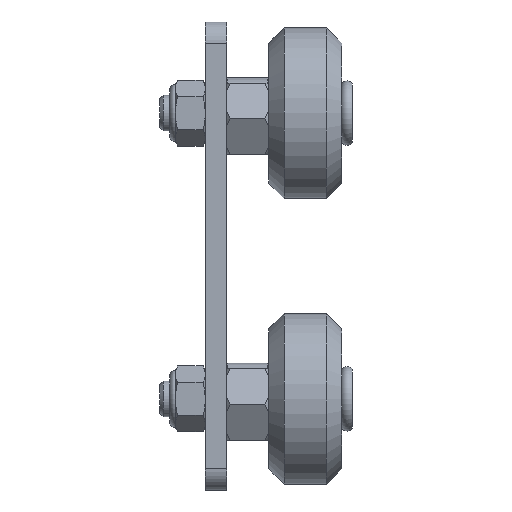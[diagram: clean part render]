
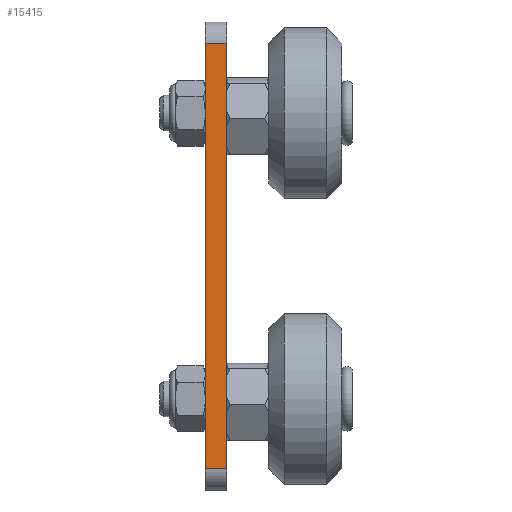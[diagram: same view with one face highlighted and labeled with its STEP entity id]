
A CAD part, left-side view. The second image highlights one B-rep face of the part: STEP entity #15415.
In plain terms, the highlighted planar face has unit normal (-1, 0, 0).
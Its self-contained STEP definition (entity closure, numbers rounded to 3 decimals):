
#124 = CARTESIAN_POINT ( 'NONE',  ( -32.75, 3., -29.75 ) ) ;
#336 = ORIENTED_EDGE ( 'NONE', *, *, #12672, .F. ) ;
#484 = CARTESIAN_POINT ( 'NONE',  ( -32.75, 0., -29.75 ) ) ;
#684 = DIRECTION ( 'NONE',  ( 0., 0., -1. ) ) ;
#1994 = VECTOR ( 'NONE', #13803, 1000. ) ;
#2363 = CARTESIAN_POINT ( 'NONE',  ( -32.75, 0., -29.75 ) ) ;
#3128 = DIRECTION ( 'NONE',  ( 0., 0., 1. ) ) ;
#4466 = EDGE_CURVE ( 'NONE', #16697, #16861, #9033, .T. ) ;
#5096 = VECTOR ( 'NONE', #3128, 1000. ) ;
#5554 = VERTEX_POINT ( 'NONE', #10996 ) ;
#5660 = CARTESIAN_POINT ( 'NONE',  ( -32.75, 3., 29.75 ) ) ;
#5812 = LINE ( 'NONE', #7124, #6622 ) ;
#5912 = LINE ( 'NONE', #12435, #1994 ) ;
#6457 = DIRECTION ( 'NONE',  ( 0., -1., 0. ) ) ;
#6622 = VECTOR ( 'NONE', #12345, 1000. ) ;
#6740 = EDGE_CURVE ( 'NONE', #16861, #8174, #16331, .T. ) ;
#7124 = CARTESIAN_POINT ( 'NONE',  ( -32.75, 3., -29.75 ) ) ;
#7531 = ORIENTED_EDGE ( 'NONE', *, *, #14565, .F. ) ;
#8174 = VERTEX_POINT ( 'NONE', #15288 ) ;
#8349 = ORIENTED_EDGE ( 'NONE', *, *, #6740, .T. ) ;
#8469 = EDGE_LOOP ( 'NONE', ( #8349, #7531, #336, #9822 ) ) ;
#9033 = LINE ( 'NONE', #16823, #9941 ) ;
#9822 = ORIENTED_EDGE ( 'NONE', *, *, #4466, .T. ) ;
#9941 = VECTOR ( 'NONE', #6457, 1000. ) ;
#10996 = CARTESIAN_POINT ( 'NONE',  ( -32.75, 3., 29.75 ) ) ;
#11151 = PLANE ( 'NONE',  #14089 ) ;
#12345 = DIRECTION ( 'NONE',  ( 0., 0., 1. ) ) ;
#12435 = CARTESIAN_POINT ( 'NONE',  ( -32.75, 3., 29.75 ) ) ;
#12672 = EDGE_CURVE ( 'NONE', #16697, #5554, #5812, .T. ) ;
#13803 = DIRECTION ( 'NONE',  ( 0., -1., 0. ) ) ;
#14089 = AXIS2_PLACEMENT_3D ( 'NONE', #5660, #16292, #684 ) ;
#14565 = EDGE_CURVE ( 'NONE', #5554, #8174, #5912, .T. ) ;
#15288 = CARTESIAN_POINT ( 'NONE',  ( -32.75, 0., 29.75 ) ) ;
#15415 = ADVANCED_FACE ( 'NONE', ( #16203 ), #11151, .F. ) ;
#16203 = FACE_OUTER_BOUND ( 'NONE', #8469, .T. ) ;
#16292 = DIRECTION ( 'NONE',  ( 1., 0., 0. ) ) ;
#16331 = LINE ( 'NONE', #484, #5096 ) ;
#16697 = VERTEX_POINT ( 'NONE', #124 ) ;
#16823 = CARTESIAN_POINT ( 'NONE',  ( -32.75, 3., -29.75 ) ) ;
#16861 = VERTEX_POINT ( 'NONE', #2363 ) ;
